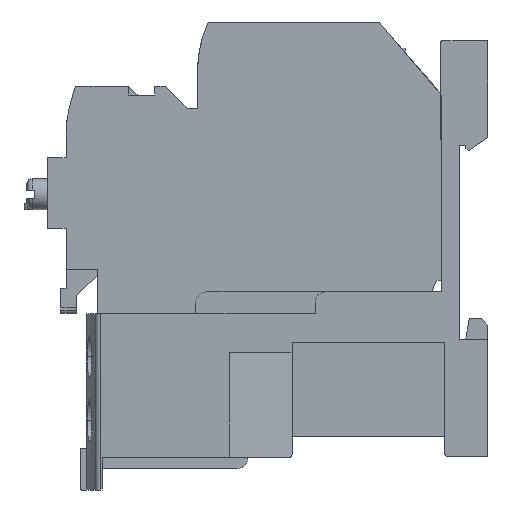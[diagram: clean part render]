
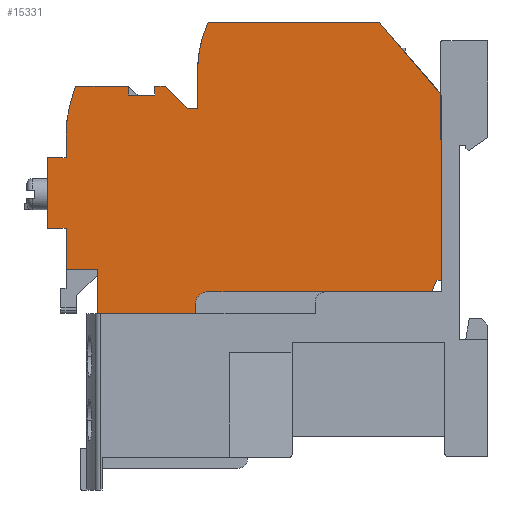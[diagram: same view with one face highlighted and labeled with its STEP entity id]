
A CAD part, left-side view. The second image highlights one B-rep face of the part: STEP entity #15331.
In plain terms, the highlighted face is planar.
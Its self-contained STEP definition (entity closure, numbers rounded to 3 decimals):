
#9644=DIRECTION('',(0.,1.,0.));
#9645=VECTOR('',#9644,6.062);
#9646=CARTESIAN_POINT('',(47.561,65.938,-45.061));
#9647=LINE('',#9646,#9645);
#9648=DIRECTION('',(-1.,0.,0.));
#9649=VECTOR('',#9648,8.);
#9650=CARTESIAN_POINT('',(47.561,72.,-45.061));
#9651=LINE('',#9650,#9649);
#9652=DIRECTION('',(0.,1.,0.));
#9653=VECTOR('',#9652,3.5);
#9654=CARTESIAN_POINT('',(39.561,72.,-45.061));
#9655=LINE('',#9654,#9653);
#9656=DIRECTION('',(-1.,0.,0.));
#9657=VECTOR('',#9656,13.5);
#9658=CARTESIAN_POINT('',(39.561,75.5,-45.061));
#9659=LINE('',#9658,#9657);
#9660=DIRECTION('',(0.,-1.,0.));
#9661=VECTOR('',#9660,3.5);
#9662=CARTESIAN_POINT('',(26.061,75.5,-45.061));
#9663=LINE('',#9662,#9661);
#9664=DIRECTION('',(-1.,0.,0.));
#9665=VECTOR('',#9664,4.139);
#9666=CARTESIAN_POINT('',(26.061,72.,-45.061));
#9667=LINE('',#9666,#9665);
#9668=CARTESIAN_POINT('',(22.055,46.087,-45.061));
#9669=DIRECTION('',(0.,0.,1.));
#9670=DIRECTION('',(-0.005,1.,0.));
#9671=AXIS2_PLACEMENT_3D('',#9668,#9669,#9670);
#9673=DIRECTION('',(-0.945,-0.328,0.));
#9674=VECTOR('',#9673,1.27);
#9675=CARTESIAN_POINT('',(13.561,70.569,-45.061));
#9676=LINE('',#9675,#9674);
#9677=DIRECTION('',(0.,-1.,0.));
#9678=VECTOR('',#9677,10.152);
#9679=CARTESIAN_POINT('',(12.361,70.152,-45.061));
#9680=LINE('',#9679,#9678);
#9681=DIRECTION('',(1.,0.,0.));
#9682=VECTOR('',#9681,1.7);
#9683=CARTESIAN_POINT('',(12.361,60.,-45.061));
#9684=LINE('',#9683,#9682);
#9685=DIRECTION('',(0.,-1.,0.));
#9686=VECTOR('',#9685,5.);
#9687=CARTESIAN_POINT('',(14.061,60.,-45.061));
#9688=LINE('',#9687,#9686);
#9689=DIRECTION('',(-1.,0.,0.));
#9690=VECTOR('',#9689,1.7);
#9691=CARTESIAN_POINT('',(14.061,55.,-45.061));
#9692=LINE('',#9691,#9690);
#9693=DIRECTION('',(0.,-1.,0.));
#9694=VECTOR('',#9693,2.);
#9695=CARTESIAN_POINT('',(12.361,55.,-45.061));
#9696=LINE('',#9695,#9694);
#9697=DIRECTION('',(0.707,-0.707,0.));
#9698=VECTOR('',#9697,5.94);
#9699=CARTESIAN_POINT('',(12.361,53.,-45.061));
#9700=LINE('',#9699,#9698);
#9701=DIRECTION('',(0.,-1.,0.));
#9702=VECTOR('',#9701,2.);
#9703=CARTESIAN_POINT('',(16.561,48.8,-45.061));
#9704=LINE('',#9703,#9702);
#9705=DIRECTION('',(-1.,0.,0.));
#9706=VECTOR('',#9705,7.264);
#9707=CARTESIAN_POINT('',(16.561,46.8,-45.061));
#9708=LINE('',#9707,#9706);
#9709=CARTESIAN_POINT('',(9.717,22.823,-45.061));
#9710=DIRECTION('',(0.,0.,1.));
#9711=DIRECTION('',(-0.018,1.,0.));
#9712=AXIS2_PLACEMENT_3D('',#9709,#9710,#9711);
#9714=DIRECTION('',(-0.93,-0.369,0.));
#9715=VECTOR('',#9714,0.877);
#9716=CARTESIAN_POINT('',(0.877,45.115,
-45.061));
#9717=LINE('',#9716,#9715);
#9718=DIRECTION('',(0.,-1.,0.));
#9719=VECTOR('',#9718,32.792);
#9720=CARTESIAN_POINT('',(0.061,44.792,
-45.061));
#9721=LINE('',#9720,#9719);
#9722=DIRECTION('',(0.759,-0.651,0.));
#9723=VECTOR('',#9722,18.439);
#9724=CARTESIAN_POINT('',(0.061,12.,-45.061));
#9725=LINE('',#9724,#9723);
#9726=DIRECTION('',(1.,0.,0.));
#9727=VECTOR('',#9726,35.5);
#9728=CARTESIAN_POINT('',(14.061,0.,
-45.061));
#9729=LINE('',#9728,#9727);
#9730=DIRECTION('',(0.,1.,0.));
#9731=VECTOR('',#9730,0.956);
#9732=CARTESIAN_POINT('',(49.561,0.,
-45.061));
#9733=LINE('',#9732,#9731);
#9734=DIRECTION('',(0.914,0.406,0.));
#9735=VECTOR('',#9734,2.434);
#9736=CARTESIAN_POINT('',(49.561,0.956,
-45.061));
#9737=LINE('',#9736,#9735);
#9738=DIRECTION('',(0.,1.,0.));
#9739=VECTOR('',#9738,20.307);
#9740=CARTESIAN_POINT('',(51.786,1.943,-45.061));
#9741=LINE('',#9740,#9739);
#9742=CARTESIAN_POINT('',(53.786,22.25,-45.061));
#9743=DIRECTION('',(0.,0.,-1.));
#9744=DIRECTION('',(-1.,0.,0.));
#9745=AXIS2_PLACEMENT_3D('',#9742,#9743,#9744);
#9747=DIRECTION('',(1.,0.,0.));
#9748=VECTOR('',#9747,2.175);
#9749=CARTESIAN_POINT('',(53.786,24.25,-45.061));
#9750=LINE('',#9749,#9748);
#9751=DIRECTION('',(0.,1.,0.));
#9752=VECTOR('',#9751,41.688);
#9753=CARTESIAN_POINT('',(55.961,24.25,-45.061));
#9754=LINE('',#9753,#9752);
#9755=DIRECTION('',(-1.,0.,0.));
#9756=VECTOR('',#9755,8.4);
#9757=CARTESIAN_POINT('',(55.961,65.938,-45.061));
#9758=LINE('',#9757,#9756);
#13861=CARTESIAN_POINT('',(0.061,44.792,
-45.061));
#13862=CARTESIAN_POINT('',(0.061,12.,-45.061));
#13863=VERTEX_POINT('',#13861);
#13864=VERTEX_POINT('',#13862);
#13925=CARTESIAN_POINT('',(47.561,65.938,
-45.061));
#13926=CARTESIAN_POINT('',(47.561,72.,
-45.061));
#13927=VERTEX_POINT('',#13925);
#13928=VERTEX_POINT('',#13926);
#13929=CARTESIAN_POINT('',(39.561,72.,
-45.061));
#13930=VERTEX_POINT('',#13929);
#13931=CARTESIAN_POINT('',(39.561,75.5,-45.061));
#13932=VERTEX_POINT('',#13931);
#13933=CARTESIAN_POINT('',(26.061,75.5,-45.061));
#13934=VERTEX_POINT('',#13933);
#13935=CARTESIAN_POINT('',(26.061,72.,
-45.061));
#13936=VERTEX_POINT('',#13935);
#13937=CARTESIAN_POINT('',(21.922,72.,
-45.061));
#13938=VERTEX_POINT('',#13937);
#13939=CARTESIAN_POINT('',(13.561,70.569,
-45.061));
#13940=VERTEX_POINT('',#13939);
#13941=CARTESIAN_POINT('',(12.361,70.152,
-45.061));
#13942=VERTEX_POINT('',#13941);
#13943=CARTESIAN_POINT('',(12.361,60.,-45.061));
#13944=VERTEX_POINT('',#13943);
#13945=CARTESIAN_POINT('',(14.061,60.,-45.061));
#13946=VERTEX_POINT('',#13945);
#13947=CARTESIAN_POINT('',(14.061,55.,-45.061));
#13948=VERTEX_POINT('',#13947);
#13949=CARTESIAN_POINT('',(12.361,55.,-45.061));
#13950=VERTEX_POINT('',#13949);
#13951=CARTESIAN_POINT('',(12.361,53.,
-45.061));
#13952=VERTEX_POINT('',#13951);
#13953=CARTESIAN_POINT('',(16.561,48.8,-45.061));
#13954=VERTEX_POINT('',#13953);
#13955=CARTESIAN_POINT('',(16.561,46.8,
-45.061));
#13956=VERTEX_POINT('',#13955);
#13957=CARTESIAN_POINT('',(9.297,46.8,
-45.061));
#13958=VERTEX_POINT('',#13957);
#13959=CARTESIAN_POINT('',(0.877,45.115,
-45.061));
#13960=VERTEX_POINT('',#13959);
#13961=CARTESIAN_POINT('',(14.061,0.,
-45.061));
#13962=VERTEX_POINT('',#13961);
#13963=CARTESIAN_POINT('',(49.561,0.,
-45.061));
#13964=VERTEX_POINT('',#13963);
#13965=CARTESIAN_POINT('',(49.561,0.956,
-45.061));
#13966=VERTEX_POINT('',#13965);
#13967=CARTESIAN_POINT('',(51.786,1.943,
-45.061));
#13968=VERTEX_POINT('',#13967);
#13969=CARTESIAN_POINT('',(51.786,22.25,-45.061));
#13970=VERTEX_POINT('',#13969);
#13971=CARTESIAN_POINT('',(53.786,24.25,-45.061));
#13972=VERTEX_POINT('',#13971);
#13973=CARTESIAN_POINT('',(55.961,24.25,-45.061));
#13974=VERTEX_POINT('',#13973);
#13975=CARTESIAN_POINT('',(55.961,65.938,
-45.061));
#13976=VERTEX_POINT('',#13975);
#15269=CARTESIAN_POINT('',(0.,0.,-45.061));
#15270=DIRECTION('',(0.,0.,-1.));
#15271=DIRECTION('',(-1.,0.,0.));
#15272=AXIS2_PLACEMENT_3D('',#15269,#15270,#15271);
#15273=PLANE('',#15272);
#15275=ORIENTED_EDGE('',*,*,#15274,.T.);
#15277=ORIENTED_EDGE('',*,*,#15276,.T.);
#15279=ORIENTED_EDGE('',*,*,#15278,.T.);
#15281=ORIENTED_EDGE('',*,*,#15280,.T.);
#15283=ORIENTED_EDGE('',*,*,#15282,.T.);
#15285=ORIENTED_EDGE('',*,*,#15284,.T.);
#15287=ORIENTED_EDGE('',*,*,#15286,.T.);
#15289=ORIENTED_EDGE('',*,*,#15288,.T.);
#15291=ORIENTED_EDGE('',*,*,#15290,.T.);
#15293=ORIENTED_EDGE('',*,*,#15292,.T.);
#15295=ORIENTED_EDGE('',*,*,#15294,.T.);
#15297=ORIENTED_EDGE('',*,*,#15296,.T.);
#15299=ORIENTED_EDGE('',*,*,#15298,.T.);
#15301=ORIENTED_EDGE('',*,*,#15300,.T.);
#15303=ORIENTED_EDGE('',*,*,#15302,.T.);
#15305=ORIENTED_EDGE('',*,*,#15304,.T.);
#15307=ORIENTED_EDGE('',*,*,#15306,.T.);
#15309=ORIENTED_EDGE('',*,*,#15308,.T.);
#15310=ORIENTED_EDGE('',*,*,#15193,.T.);
#15312=ORIENTED_EDGE('',*,*,#15311,.T.);
#15314=ORIENTED_EDGE('',*,*,#15313,.T.);
#15316=ORIENTED_EDGE('',*,*,#15315,.T.);
#15318=ORIENTED_EDGE('',*,*,#15317,.T.);
#15320=ORIENTED_EDGE('',*,*,#15319,.T.);
#15322=ORIENTED_EDGE('',*,*,#15321,.T.);
#15324=ORIENTED_EDGE('',*,*,#15323,.T.);
#15326=ORIENTED_EDGE('',*,*,#15325,.T.);
#15328=ORIENTED_EDGE('',*,*,#15327,.T.);
#15329=EDGE_LOOP('',(#15275,#15277,#15279,#15281,#15283,#15285,#15287,#15289,
#15291,#15293,#15295,#15297,#15299,#15301,#15303,#15305,#15307,#15309,#15310,
#15312,#15314,#15316,#15318,#15320,#15322,#15324,#15326,#15328));
#15330=FACE_OUTER_BOUND('',#15329,.F.);
#15331=ADVANCED_FACE('',(#15330),#15273,.T.);
#9672=CIRCLE('',#9671,25.914);
#9713=CIRCLE('',#9712,23.981);
#9746=CIRCLE('',#9745,2.);
#15193=EDGE_CURVE('',#13863,#13864,#9721,.T.);
#15274=EDGE_CURVE('',#13927,#13928,#9647,.T.);
#15276=EDGE_CURVE('',#13928,#13930,#9651,.T.);
#15278=EDGE_CURVE('',#13930,#13932,#9655,.T.);
#15280=EDGE_CURVE('',#13932,#13934,#9659,.T.);
#15282=EDGE_CURVE('',#13934,#13936,#9663,.T.);
#15284=EDGE_CURVE('',#13936,#13938,#9667,.T.);
#15286=EDGE_CURVE('',#13938,#13940,#9672,.T.);
#15288=EDGE_CURVE('',#13940,#13942,#9676,.T.);
#15290=EDGE_CURVE('',#13942,#13944,#9680,.T.);
#15292=EDGE_CURVE('',#13944,#13946,#9684,.T.);
#15294=EDGE_CURVE('',#13946,#13948,#9688,.T.);
#15296=EDGE_CURVE('',#13948,#13950,#9692,.T.);
#15298=EDGE_CURVE('',#13950,#13952,#9696,.T.);
#15300=EDGE_CURVE('',#13952,#13954,#9700,.T.);
#15302=EDGE_CURVE('',#13954,#13956,#9704,.T.);
#15304=EDGE_CURVE('',#13956,#13958,#9708,.T.);
#15306=EDGE_CURVE('',#13958,#13960,#9713,.T.);
#15308=EDGE_CURVE('',#13960,#13863,#9717,.T.);
#15311=EDGE_CURVE('',#13864,#13962,#9725,.T.);
#15313=EDGE_CURVE('',#13962,#13964,#9729,.T.);
#15315=EDGE_CURVE('',#13964,#13966,#9733,.T.);
#15317=EDGE_CURVE('',#13966,#13968,#9737,.T.);
#15319=EDGE_CURVE('',#13968,#13970,#9741,.T.);
#15321=EDGE_CURVE('',#13970,#13972,#9746,.T.);
#15323=EDGE_CURVE('',#13972,#13974,#9750,.T.);
#15325=EDGE_CURVE('',#13974,#13976,#9754,.T.);
#15327=EDGE_CURVE('',#13976,#13927,#9758,.T.);
